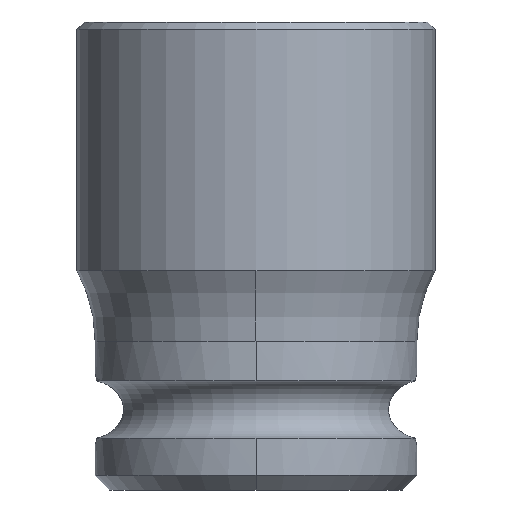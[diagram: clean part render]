
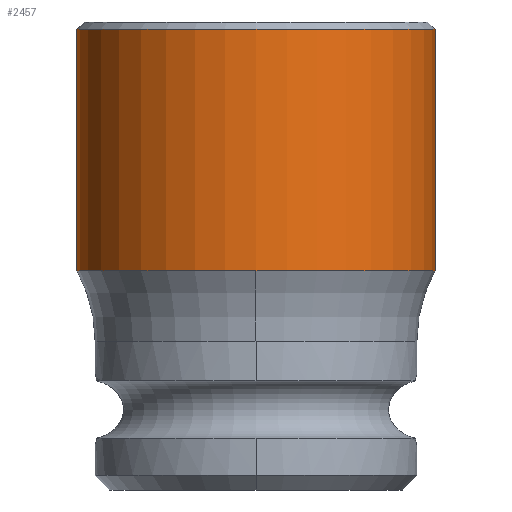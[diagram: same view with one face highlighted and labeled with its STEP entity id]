
A CAD part, left-side view. The second image highlights one B-rep face of the part: STEP entity #2457.
In plain terms, the highlighted cylindrical face has radius 12.25 mm (diameter 24.5 mm), a partial arc.
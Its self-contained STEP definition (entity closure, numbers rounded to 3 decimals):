
#453=DIRECTION('',(0.,0.,1.));
#454=VECTOR('',#453,16.5);
#455=CARTESIAN_POINT('',(0.,12.25,15.));
#456=LINE('',#455,#454);
#457=DIRECTION('',(0.,0.,1.));
#458=VECTOR('',#457,16.5);
#459=CARTESIAN_POINT('',(0.,-12.25,15.));
#460=LINE('',#459,#458);
#1123=CARTESIAN_POINT('',(0.,0.,31.5));
#1124=DIRECTION('',(0.,0.,1.));
#1125=DIRECTION('',(0.,1.,0.));
#1126=AXIS2_PLACEMENT_3D('',#1123,#1124,#1125);
#1128=CARTESIAN_POINT('',(0.,0.,15.));
#1129=DIRECTION('',(0.,0.,1.));
#1130=DIRECTION('',(-1.,0.,0.));
#1131=AXIS2_PLACEMENT_3D('',#1128,#1129,#1130);
#1133=CARTESIAN_POINT('',(0.,0.,15.));
#1134=DIRECTION('',(0.,0.,1.));
#1135=DIRECTION('',(0.,1.,0.));
#1136=AXIS2_PLACEMENT_3D('',#1133,#1134,#1135);
#1213=CARTESIAN_POINT('',(0.,12.25,15.));
#1214=CARTESIAN_POINT('',(-12.25,0.,15.));
#1215=VERTEX_POINT('',#1213);
#1216=VERTEX_POINT('',#1214);
#1221=CARTESIAN_POINT('',(0.,-12.25,15.));
#1222=VERTEX_POINT('',#1221);
#1237=CARTESIAN_POINT('',(0.,-12.25,31.5));
#1238=CARTESIAN_POINT('',(0.,12.25,31.5));
#1239=VERTEX_POINT('',#1237);
#1240=VERTEX_POINT('',#1238);
#2445=CARTESIAN_POINT('',(0.,0.,14.15));
#2446=DIRECTION('',(0.,0.,1.));
#2447=DIRECTION('',(0.,1.,0.));
#2448=AXIS2_PLACEMENT_3D('',#2445,#2446,#2447);
#2449=CYLINDRICAL_SURFACE('',#2448,12.25);
#2450=ORIENTED_EDGE('',*,*,#2439,.T.);
#2451=ORIENTED_EDGE('',*,*,#1649,.F.);
#2452=ORIENTED_EDGE('',*,*,#1616,.F.);
#2453=ORIENTED_EDGE('',*,*,#1630,.F.);
#2454=ORIENTED_EDGE('',*,*,#1646,.T.);
#2455=EDGE_LOOP('',(#2450,#2451,#2452,#2453,#2454));
#2456=FACE_OUTER_BOUND('',#2455,.F.);
#2457=ADVANCED_FACE('',(#2456),#2449,.T.);
#1127=CIRCLE('',#1126,12.25);
#1132=CIRCLE('',#1131,12.25);
#1137=CIRCLE('',#1136,12.25);
#1616=EDGE_CURVE('',#1216,#1222,#1132,.T.);
#1630=EDGE_CURVE('',#1215,#1216,#1137,.T.);
#1646=EDGE_CURVE('',#1215,#1240,#456,.T.);
#1649=EDGE_CURVE('',#1222,#1239,#460,.T.);
#2439=EDGE_CURVE('',#1240,#1239,#1127,.T.);
